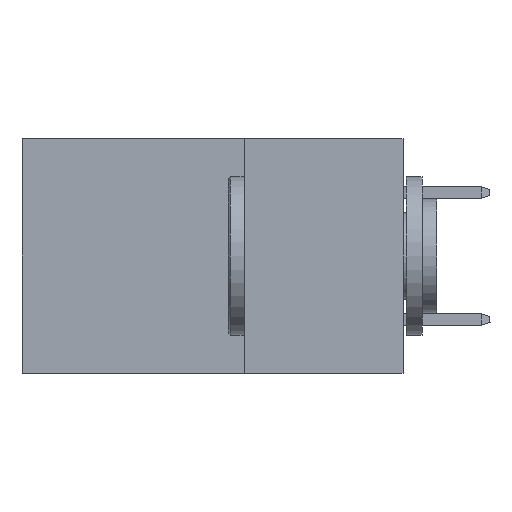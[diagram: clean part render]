
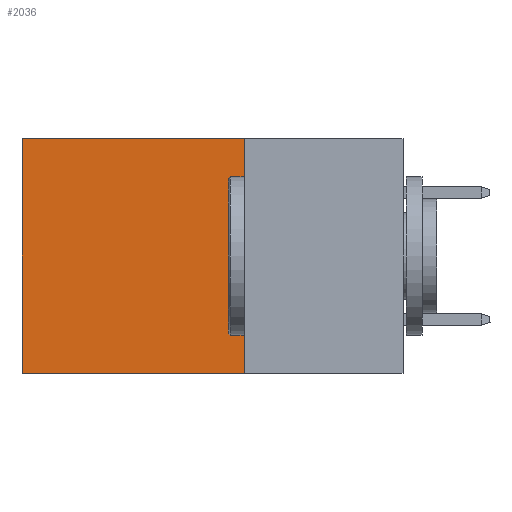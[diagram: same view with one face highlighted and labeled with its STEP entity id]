
A CAD part, left-side view. The second image highlights one B-rep face of the part: STEP entity #2036.
In plain terms, the highlighted planar face has unit normal (-1, 0, 0).
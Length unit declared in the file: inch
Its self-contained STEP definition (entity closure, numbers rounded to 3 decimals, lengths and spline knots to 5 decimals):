
#577 = CARTESIAN_POINT ( 'NONE',  ( 0.2875, 0.6, -0.37 ) ) ;
#1433 = CARTESIAN_POINT ( 'NONE',  ( 0.2875, 0.25, -0.37 ) ) ;
#1471 = CARTESIAN_POINT ( 'NONE',  ( 0.2875, 0.6, 0. ) ) ;
#1550 = VECTOR ( 'NONE', #18156, 39.37008 ) ;
#2036 = ADVANCED_FACE ( 'NONE', ( #5462 ), #12869, .F. ) ;
#2161 = ORIENTED_EDGE ( 'NONE', *, *, #17499, .T. ) ;
#2610 = EDGE_LOOP ( 'NONE', ( #2161, #13483, #8377, #5354 ) ) ;
#3761 = LINE ( 'NONE', #1471, #17385 ) ;
#3919 = VERTEX_POINT ( 'NONE', #577 ) ;
#5354 = ORIENTED_EDGE ( 'NONE', *, *, #9976, .T. ) ;
#5442 = CARTESIAN_POINT ( 'NONE',  ( 0.2875, 0.6, 0. ) ) ;
#5462 = FACE_OUTER_BOUND ( 'NONE', #2610, .T. ) ;
#6216 = LINE ( 'NONE', #13752, #9970 ) ;
#6262 = EDGE_CURVE ( 'NONE', #9536, #3919, #20114, .T. ) ;
#6686 = DIRECTION ( 'NONE',  ( 0., 0., -1. ) ) ;
#7762 = CARTESIAN_POINT ( 'NONE',  ( 0.2875, 0.25, 0. ) ) ;
#8377 = ORIENTED_EDGE ( 'NONE', *, *, #10153, .F. ) ;
#8756 = CARTESIAN_POINT ( 'NONE',  ( 0.2875, 0.25, 0. ) ) ;
#9337 = DIRECTION ( 'NONE',  ( 1., 0., 0. ) ) ;
#9345 = DIRECTION ( 'NONE',  ( 0., 0., -1. ) ) ;
#9536 = VERTEX_POINT ( 'NONE', #18993 ) ;
#9970 = VECTOR ( 'NONE', #15556, 39.37008 ) ;
#9976 = EDGE_CURVE ( 'NONE', #17944, #16647, #6216, .T. ) ;
#10153 = EDGE_CURVE ( 'NONE', #17944, #9536, #14121, .T. ) ;
#11857 = AXIS2_PLACEMENT_3D ( 'NONE', #7762, #9337, #18547 ) ;
#12869 = PLANE ( 'NONE',  #11857 ) ;
#13483 = ORIENTED_EDGE ( 'NONE', *, *, #6262, .F. ) ;
#13752 = CARTESIAN_POINT ( 'NONE',  ( 0.2875, 0.25, 0. ) ) ;
#14121 = LINE ( 'NONE', #8756, #18917 ) ;
#15556 = DIRECTION ( 'NONE',  ( 0., 1., 0. ) ) ;
#16296 = CARTESIAN_POINT ( 'NONE',  ( 0.2875, 0.25, 0. ) ) ;
#16647 = VERTEX_POINT ( 'NONE', #5442 ) ;
#17385 = VECTOR ( 'NONE', #9345, 39.37008 ) ;
#17499 = EDGE_CURVE ( 'NONE', #16647, #3919, #3761, .T. ) ;
#17944 = VERTEX_POINT ( 'NONE', #16296 ) ;
#18156 = DIRECTION ( 'NONE',  ( 0., 1., 0. ) ) ;
#18547 = DIRECTION ( 'NONE',  ( 0., 0., -1. ) ) ;
#18917 = VECTOR ( 'NONE', #6686, 39.37008 ) ;
#18993 = CARTESIAN_POINT ( 'NONE',  ( 0.2875, 0.25, -0.37 ) ) ;
#20114 = LINE ( 'NONE', #1433, #1550 ) ;
